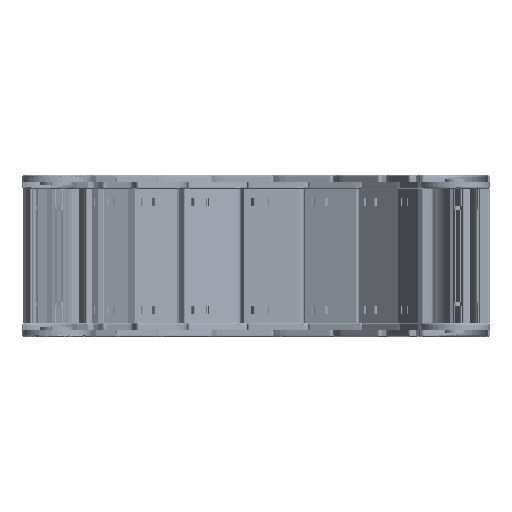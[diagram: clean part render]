
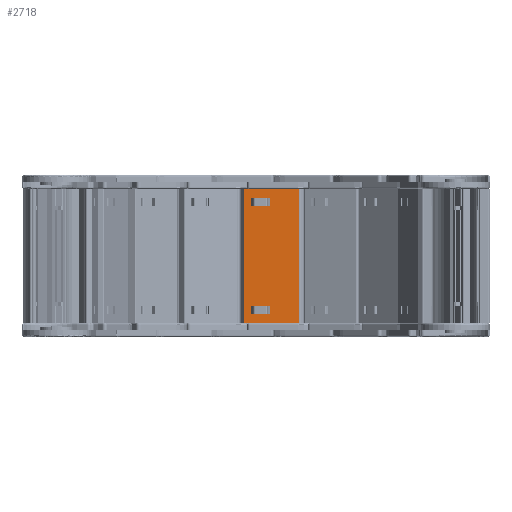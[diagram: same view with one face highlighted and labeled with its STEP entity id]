
A CAD part, left-side view. The second image highlights one B-rep face of the part: STEP entity #2718.
In plain terms, the highlighted face is planar.
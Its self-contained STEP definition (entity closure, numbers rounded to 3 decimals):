
#176 = LINE ( 'NONE', #31097, #10873 ) ;
#1796 = ORIENTED_EDGE ( 'NONE', *, *, #14943, .F. ) ;
#2036 = ORIENTED_EDGE ( 'NONE', *, *, #36408, .F. ) ;
#2261 = EDGE_CURVE ( 'NONE', #27990, #8950, #20829, .T. ) ;
#2718 = ADVANCED_FACE ( 'NONE', ( #32970, #11158, #24850 ), #7142, .F. ) ;
#3405 = CARTESIAN_POINT ( 'NONE',  ( -26.943, 70.155, 55.884 ) ) ;
#4034 = EDGE_CURVE ( 'NONE', #13573, #4234, #33715, .T. ) ;
#4234 = VERTEX_POINT ( 'NONE', #41372 ) ;
#4769 = VERTEX_POINT ( 'NONE', #14773 ) ;
#4871 = EDGE_LOOP ( 'NONE', ( #5853, #13961, #26796, #2036 ) ) ;
#4899 = LINE ( 'NONE', #23766, #18656 ) ;
#4943 = CARTESIAN_POINT ( 'NONE',  ( -40.943, 70.155, 62.184 ) ) ;
#5853 = ORIENTED_EDGE ( 'NONE', *, *, #4034, .F. ) ;
#5878 = CARTESIAN_POINT ( 'NONE',  ( -40.943, 70.155, -19.116 ) ) ;
#5887 = ORIENTED_EDGE ( 'NONE', *, *, #20879, .F. ) ;
#6354 = VERTEX_POINT ( 'NONE', #32794 ) ;
#6703 = EDGE_CURVE ( 'NONE', #8950, #6354, #10569, .T. ) ;
#6996 = DIRECTION ( 'NONE',  ( 0., 0., 1. ) ) ;
#7142 = PLANE ( 'NONE',  #38336 ) ;
#7426 = CARTESIAN_POINT ( 'NONE',  ( -26.943, 70.155, -19.116 ) ) ;
#7617 = EDGE_CURVE ( 'NONE', #30809, #18090, #24666, .T. ) ;
#7721 = VECTOR ( 'NONE', #33886, 1000. ) ;
#8411 = CARTESIAN_POINT ( 'NONE',  ( -40.943, 70.155, -25.416 ) ) ;
#8950 = VERTEX_POINT ( 'NONE', #38150 ) ;
#9585 = ORIENTED_EDGE ( 'NONE', *, *, #12378, .T. ) ;
#10306 = ORIENTED_EDGE ( 'NONE', *, *, #7617, .F. ) ;
#10379 = LINE ( 'NONE', #5878, #29642 ) ;
#10541 = CARTESIAN_POINT ( 'NONE',  ( -21.723, 70.155, -32.166 ) ) ;
#10569 = LINE ( 'NONE', #34762, #39515 ) ;
#10873 = VECTOR ( 'NONE', #40847, 1000. ) ;
#11020 = EDGE_LOOP ( 'NONE', ( #5887, #10306, #37348, #1796 ) ) ;
#11158 = FACE_BOUND ( 'NONE', #11020, .T. ) ;
#11186 = CARTESIAN_POINT ( 'NONE',  ( -63.423, 70.155, -32.166 ) ) ;
#11201 = DIRECTION ( 'NONE',  ( 0., 0., 1. ) ) ;
#11387 = DIRECTION ( 'NONE',  ( 1., 0., 0. ) ) ;
#12148 = VERTEX_POINT ( 'NONE', #21694 ) ;
#12252 = DIRECTION ( 'NONE',  ( 0., 0., -1. ) ) ;
#12378 = EDGE_CURVE ( 'NONE', #18242, #6354, #4899, .T. ) ;
#12647 = VECTOR ( 'NONE', #11201, 1000. ) ;
#13573 = VERTEX_POINT ( 'NONE', #36487 ) ;
#13958 = DIRECTION ( 'NONE',  ( -1., 0., 0. ) ) ;
#13961 = ORIENTED_EDGE ( 'NONE', *, *, #31468, .F. ) ;
#14773 = CARTESIAN_POINT ( 'NONE',  ( -40.943, 70.155, 62.184 ) ) ;
#14943 = EDGE_CURVE ( 'NONE', #12148, #23594, #10379, .T. ) ;
#14974 = ORIENTED_EDGE ( 'NONE', *, *, #6703, .F. ) ;
#15246 = LINE ( 'NONE', #20981, #12647 ) ;
#15354 = DIRECTION ( 'NONE',  ( 0., 0., 1. ) ) ;
#15600 = VECTOR ( 'NONE', #28722, 1000. ) ;
#17425 = CARTESIAN_POINT ( 'NONE',  ( -26.943, 70.155, -25.416 ) ) ;
#18090 = VERTEX_POINT ( 'NONE', #36223 ) ;
#18242 = VERTEX_POINT ( 'NONE', #28501 ) ;
#18473 = EDGE_CURVE ( 'NONE', #27990, #18242, #15246, .T. ) ;
#18656 = VECTOR ( 'NONE', #26892, 1000. ) ;
#19537 = EDGE_LOOP ( 'NONE', ( #40198, #9585, #14974, #20265 ) ) ;
#19765 = DIRECTION ( 'NONE',  ( 1., 0., 0. ) ) ;
#20265 = ORIENTED_EDGE ( 'NONE', *, *, #2261, .F. ) ;
#20405 = LINE ( 'NONE', #4943, #7721 ) ;
#20829 = LINE ( 'NONE', #11186, #39158 ) ;
#20879 = EDGE_CURVE ( 'NONE', #18090, #12148, #29855, .T. ) ;
#20981 = CARTESIAN_POINT ( 'NONE',  ( -21.723, 70.155, -163.786 ) ) ;
#21447 = LINE ( 'NONE', #3405, #26498 ) ;
#21694 = CARTESIAN_POINT ( 'NONE',  ( -40.943, 70.155, -19.116 ) ) ;
#23594 = VERTEX_POINT ( 'NONE', #30790 ) ;
#23766 = CARTESIAN_POINT ( 'NONE',  ( -63.423, 70.155, 68.934 ) ) ;
#24122 = CARTESIAN_POINT ( 'NONE',  ( -26.943, 70.155, 62.184 ) ) ;
#24666 = LINE ( 'NONE', #25305, #15600 ) ;
#24762 = VECTOR ( 'NONE', #13958, 1000. ) ;
#24850 = FACE_BOUND ( 'NONE', #4871, .T. ) ;
#25305 = CARTESIAN_POINT ( 'NONE',  ( -26.943, 70.155, -25.416 ) ) ;
#26498 = VECTOR ( 'NONE', #19765, 1000. ) ;
#26796 = ORIENTED_EDGE ( 'NONE', *, *, #27957, .F. ) ;
#26892 = DIRECTION ( 'NONE',  ( -1., 0., 0. ) ) ;
#27957 = EDGE_CURVE ( 'NONE', #4769, #35748, #176, .T. ) ;
#27990 = VERTEX_POINT ( 'NONE', #10541 ) ;
#28501 = CARTESIAN_POINT ( 'NONE',  ( -21.723, 70.155, 68.934 ) ) ;
#28722 = DIRECTION ( 'NONE',  ( 0., 0., 1. ) ) ;
#28788 = CARTESIAN_POINT ( 'NONE',  ( -40.943, 70.155, 55.884 ) ) ;
#29642 = VECTOR ( 'NONE', #12252, 1000. ) ;
#29855 = LINE ( 'NONE', #7426, #24762 ) ;
#30078 = LINE ( 'NONE', #8411, #37737 ) ;
#30290 = EDGE_CURVE ( 'NONE', #23594, #30809, #30078, .T. ) ;
#30599 = DIRECTION ( 'NONE',  ( -1., 0., 0. ) ) ;
#30790 = CARTESIAN_POINT ( 'NONE',  ( -40.943, 70.155, -25.416 ) ) ;
#30809 = VERTEX_POINT ( 'NONE', #17425 ) ;
#31097 = CARTESIAN_POINT ( 'NONE',  ( -40.943, 70.155, 55.884 ) ) ;
#31169 = VECTOR ( 'NONE', #40671, 1000. ) ;
#31468 = EDGE_CURVE ( 'NONE', #35748, #13573, #21447, .T. ) ;
#32794 = CARTESIAN_POINT ( 'NONE',  ( -63.423, 70.155, 68.934 ) ) ;
#32940 = CARTESIAN_POINT ( 'NONE',  ( -63.423, 70.155, -163.786 ) ) ;
#32970 = FACE_OUTER_BOUND ( 'NONE', #19537, .T. ) ;
#33715 = LINE ( 'NONE', #24122, #31169 ) ;
#33886 = DIRECTION ( 'NONE',  ( -1., 0., 0. ) ) ;
#34762 = CARTESIAN_POINT ( 'NONE',  ( -63.423, 70.155, -163.786 ) ) ;
#35748 = VERTEX_POINT ( 'NONE', #28788 ) ;
#36223 = CARTESIAN_POINT ( 'NONE',  ( -26.943, 70.155, -19.116 ) ) ;
#36408 = EDGE_CURVE ( 'NONE', #4234, #4769, #20405, .T. ) ;
#36487 = CARTESIAN_POINT ( 'NONE',  ( -26.943, 70.155, 55.884 ) ) ;
#37348 = ORIENTED_EDGE ( 'NONE', *, *, #30290, .F. ) ;
#37737 = VECTOR ( 'NONE', #11387, 1000. ) ;
#38150 = CARTESIAN_POINT ( 'NONE',  ( -63.423, 70.155, -32.166 ) ) ;
#38336 = AXIS2_PLACEMENT_3D ( 'NONE', #32940, #39084, #6996 ) ;
#39084 = DIRECTION ( 'NONE',  ( 0., 1., 0. ) ) ;
#39158 = VECTOR ( 'NONE', #30599, 1000. ) ;
#39515 = VECTOR ( 'NONE', #15354, 1000. ) ;
#40198 = ORIENTED_EDGE ( 'NONE', *, *, #18473, .T. ) ;
#40671 = DIRECTION ( 'NONE',  ( 0., 0., 1. ) ) ;
#40847 = DIRECTION ( 'NONE',  ( 0., 0., -1. ) ) ;
#41372 = CARTESIAN_POINT ( 'NONE',  ( -26.943, 70.155, 62.184 ) ) ;
